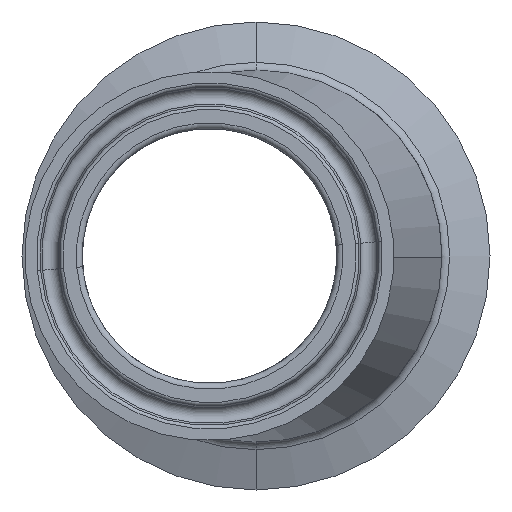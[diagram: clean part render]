
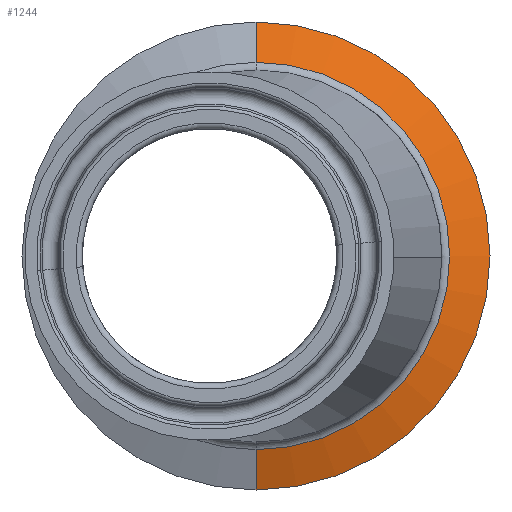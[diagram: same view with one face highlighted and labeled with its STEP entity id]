
A CAD part, front view. The second image highlights one B-rep face of the part: STEP entity #1244.
In plain terms, the highlighted conical face has half-angle 70 degrees and reference radius 31.955 mm.
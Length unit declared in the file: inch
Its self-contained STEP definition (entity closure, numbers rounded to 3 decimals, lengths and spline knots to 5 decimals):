
#10 = EDGE_CURVE ( 'NONE', #314, #708, #795, .T. ) ;
#44 = DIRECTION ( 'NONE',  ( 0., 1., 0. ) ) ;
#49 = VERTEX_POINT ( 'NONE', #1551 ) ;
#63 = CARTESIAN_POINT ( 'NONE',  ( -0.03162, -0.09772, 0. ) ) ;
#85 = CONICAL_SURFACE ( 'NONE', #357, 1.25807, 1.222 ) ;
#140 = VECTOR ( 'NONE', #2109, 39.37008 ) ;
#148 = AXIS2_PLACEMENT_3D ( 'NONE', #63, #44, #585 ) ;
#209 = DIRECTION ( 'NONE',  ( 0., 0.342, -0.94 ) ) ;
#307 = DIRECTION ( 'NONE',  ( 0., 1., 0. ) ) ;
#314 = VERTEX_POINT ( 'NONE', #1741 ) ;
#357 = AXIS2_PLACEMENT_3D ( 'NONE', #1607, #1085, #2150 ) ;
#469 = CARTESIAN_POINT ( 'NONE',  ( -0.03162, -0.09772, -1.25807 ) ) ;
#585 = DIRECTION ( 'NONE',  ( 0., 0., 1. ) ) ;
#602 = LINE ( 'NONE', #1753, #140 ) ;
#708 = VERTEX_POINT ( 'NONE', #1396 ) ;
#717 = EDGE_CURVE ( 'NONE', #314, #49, #602, .T. ) ;
#741 = EDGE_LOOP ( 'NONE', ( #1954, #1131, #774, #775 ) ) ;
#774 = ORIENTED_EDGE ( 'NONE', *, *, #1259, .F. ) ;
#775 = ORIENTED_EDGE ( 'NONE', *, *, #717, .F. ) ;
#795 = CIRCLE ( 'NONE', #1754, 1.04145 ) ;
#841 = LINE ( 'NONE', #1919, #2088 ) ;
#1057 = EDGE_CURVE ( 'NONE', #708, #1637, #841, .T. ) ;
#1085 = DIRECTION ( 'NONE',  ( 0., 1., 0. ) ) ;
#1131 = ORIENTED_EDGE ( 'NONE', *, *, #1057, .T. ) ;
#1244 = ADVANCED_FACE ( 'NONE', ( #1722 ), #85, .T. ) ;
#1259 = EDGE_CURVE ( 'NONE', #49, #1637, #1584, .T. ) ;
#1396 = CARTESIAN_POINT ( 'NONE',  ( -0.03162, -0.17657, -1.04145 ) ) ;
#1526 = CARTESIAN_POINT ( 'NONE',  ( -0.03162, -0.17657, 0. ) ) ;
#1551 = CARTESIAN_POINT ( 'NONE',  ( -0.03162, -0.09772, 1.25807 ) ) ;
#1584 = CIRCLE ( 'NONE', #148, 1.25807 ) ;
#1607 = CARTESIAN_POINT ( 'NONE',  ( -0.03162, -0.09772, 0. ) ) ;
#1637 = VERTEX_POINT ( 'NONE', #469 ) ;
#1722 = FACE_OUTER_BOUND ( 'NONE', #741, .T. ) ;
#1741 = CARTESIAN_POINT ( 'NONE',  ( -0.03162, -0.17657, 1.04145 ) ) ;
#1753 = CARTESIAN_POINT ( 'NONE',  ( -0.03162, -0.09772, 1.25807 ) ) ;
#1754 = AXIS2_PLACEMENT_3D ( 'NONE', #1526, #307, #2052 ) ;
#1919 = CARTESIAN_POINT ( 'NONE',  ( -0.03162, -0.09772, -1.25807 ) ) ;
#1954 = ORIENTED_EDGE ( 'NONE', *, *, #10, .T. ) ;
#2052 = DIRECTION ( 'NONE',  ( 0., 0., 1. ) ) ;
#2088 = VECTOR ( 'NONE', #209, 39.37008 ) ;
#2109 = DIRECTION ( 'NONE',  ( 0., 0.342, 0.94 ) ) ;
#2150 = DIRECTION ( 'NONE',  ( 0., 0., 1. ) ) ;
